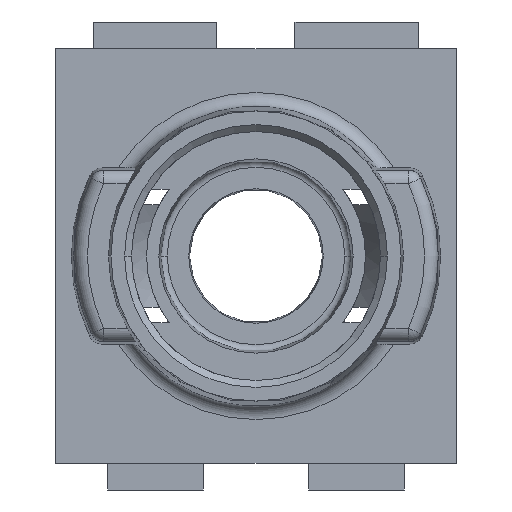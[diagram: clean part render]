
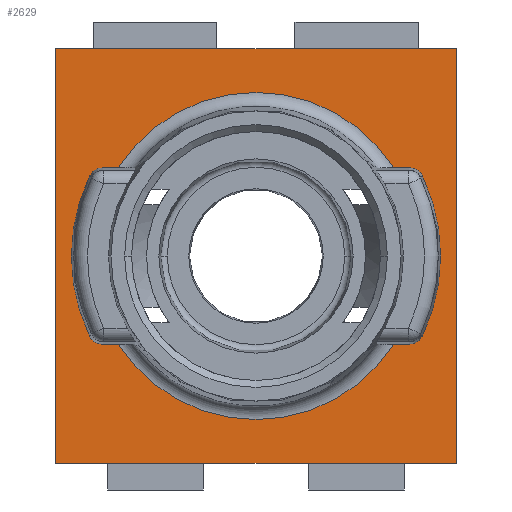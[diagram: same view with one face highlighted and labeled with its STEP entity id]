
A CAD part, front view. The second image highlights one B-rep face of the part: STEP entity #2629.
In plain terms, the highlighted planar face has unit normal (0, -1, 0).
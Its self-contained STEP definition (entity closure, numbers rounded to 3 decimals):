
#1=DIRECTION('',(0.,0.,-1.));
#2=VECTOR('',#1,30.3);
#3=CARTESIAN_POINT('',(-14.65,-19.,15.15));
#4=LINE('',#3,#2);
#5=DIRECTION('',(-1.,0.,0.));
#6=VECTOR('',#5,29.3);
#7=CARTESIAN_POINT('',(14.65,-19.,15.15));
#8=LINE('',#7,#6);
#9=DIRECTION('',(0.,0.,1.));
#10=VECTOR('',#9,30.3);
#11=CARTESIAN_POINT('',(14.65,-19.,-15.15));
#12=LINE('',#11,#10);
#13=DIRECTION('',(1.,0.,0.));
#14=VECTOR('',#13,29.3);
#15=CARTESIAN_POINT('',(-14.65,-19.,-15.15));
#16=LINE('',#15,#14);
#17=CARTESIAN_POINT('',(0.,-19.,0.));
#18=DIRECTION('',(0.,-1.,0.));
#19=DIRECTION('',(-0.842,0.,-0.539));
#20=AXIS2_PLACEMENT_3D('',#17,#18,#19);
#22=DIRECTION('',(-1.,0.,0.));
#23=VECTOR('',#22,1.176);
#24=CARTESIAN_POINT('',(11.242,-19.,-6.439));
#25=LINE('',#24,#23);
#26=CARTESIAN_POINT('',(0.,-19.,0.));
#27=DIRECTION('',(0.,1.,0.));
#28=DIRECTION('',(0.9,0.,0.435));
#29=AXIS2_PLACEMENT_3D('',#26,#27,#28);
#31=DIRECTION('',(1.,0.,0.));
#32=VECTOR('',#31,1.176);
#33=CARTESIAN_POINT('',(10.066,-19.,6.439));
#34=LINE('',#33,#32);
#35=CARTESIAN_POINT('',(0.,-19.,0.));
#36=DIRECTION('',(0.,-1.,0.));
#37=DIRECTION('',(0.842,0.,0.539));
#38=AXIS2_PLACEMENT_3D('',#35,#36,#37);
#40=DIRECTION('',(1.,0.,0.));
#41=VECTOR('',#40,1.176);
#42=CARTESIAN_POINT('',(-11.242,-19.,6.439));
#43=LINE('',#42,#41);
#44=CARTESIAN_POINT('',(0.,-19.,0.));
#45=DIRECTION('',(0.,1.,0.));
#46=DIRECTION('',(-0.9,0.,-0.435));
#47=AXIS2_PLACEMENT_3D('',#44,#45,#46);
#49=DIRECTION('',(-1.,0.,0.));
#50=VECTOR('',#49,1.176);
#51=CARTESIAN_POINT('',(-10.066,-19.,-6.439));
#52=LINE('',#51,#50);
#1445=CARTESIAN_POINT('',(11.242,-19.,6.439));
#1446=CARTESIAN_POINT('',(11.317,-19.,6.439));
#1447=CARTESIAN_POINT('',(11.463,-19.,6.423));
#1448=CARTESIAN_POINT('',(11.681,-19.,6.347));
#1449=CARTESIAN_POINT('',(11.869,-19.,6.228));
#1450=CARTESIAN_POINT('',(12.032,-19.,6.066));
#1451=CARTESIAN_POINT('',(12.11,-19.,5.942));
#1452=CARTESIAN_POINT('',(12.142,-19.,5.874));
#1522=CARTESIAN_POINT('',(12.142,-19.,-5.874));
#1523=CARTESIAN_POINT('',(12.11,-19.,-5.941));
#1524=CARTESIAN_POINT('',(12.032,-19.,-6.066));
#1525=CARTESIAN_POINT('',(11.869,-19.,-6.229));
#1526=CARTESIAN_POINT('',(11.68,-19.,-6.347));
#1527=CARTESIAN_POINT('',(11.463,-19.,-6.422));
#1528=CARTESIAN_POINT('',(11.317,-19.,-6.439));
#1529=CARTESIAN_POINT('',(11.242,-19.,-6.439));
#1621=CARTESIAN_POINT('',(-11.242,-19.,-6.439));
#1622=CARTESIAN_POINT('',(-11.317,-19.,-6.439));
#1623=CARTESIAN_POINT('',(-11.463,-19.,-6.423));
#1624=CARTESIAN_POINT('',(-11.681,-19.,-6.347));
#1625=CARTESIAN_POINT('',(-11.869,-19.,-6.228));
#1626=CARTESIAN_POINT('',(-12.032,-19.,-6.066));
#1627=CARTESIAN_POINT('',(-12.11,-19.,-5.942));
#1628=CARTESIAN_POINT('',(-12.142,-19.,-5.874));
#1664=CARTESIAN_POINT('',(-12.142,-19.,5.874));
#1665=CARTESIAN_POINT('',(-12.11,-19.,5.941));
#1666=CARTESIAN_POINT('',(-12.032,-19.,6.066));
#1667=CARTESIAN_POINT('',(-11.869,-19.,6.229));
#1668=CARTESIAN_POINT('',(-11.68,-19.,6.347));
#1669=CARTESIAN_POINT('',(-11.463,-19.,6.422));
#1670=CARTESIAN_POINT('',(-11.317,-19.,6.439));
#1671=CARTESIAN_POINT('',(-11.242,-19.,6.439));
#2271=CARTESIAN_POINT('',(-12.142,-19.,-5.874));
#2272=CARTESIAN_POINT('',(-12.142,-19.,5.874));
#2273=VERTEX_POINT('',#2271);
#2274=VERTEX_POINT('',#2272);
#2275=CARTESIAN_POINT('',(12.142,-19.,5.874));
#2276=CARTESIAN_POINT('',(12.142,-19.,-5.874));
#2277=VERTEX_POINT('',#2275);
#2278=VERTEX_POINT('',#2276);
#2279=VERTEX_POINT('',#1529);
#2280=VERTEX_POINT('',#1445);
#2281=VERTEX_POINT('',#1671);
#2282=VERTEX_POINT('',#1621);
#2323=CARTESIAN_POINT('',(-10.066,-19.,-6.439));
#2324=CARTESIAN_POINT('',(10.066,-19.,-6.439));
#2325=VERTEX_POINT('',#2323);
#2326=VERTEX_POINT('',#2324);
#2331=CARTESIAN_POINT('',(10.066,-19.,6.439));
#2332=CARTESIAN_POINT('',(-10.066,-19.,6.439));
#2333=VERTEX_POINT('',#2331);
#2334=VERTEX_POINT('',#2332);
#2371=CARTESIAN_POINT('',(-14.65,-19.,15.15));
#2372=VERTEX_POINT('',#2371);
#2373=CARTESIAN_POINT('',(14.65,-19.,15.15));
#2374=VERTEX_POINT('',#2373);
#2377=CARTESIAN_POINT('',(14.65,-19.,-15.15));
#2378=VERTEX_POINT('',#2377);
#2381=CARTESIAN_POINT('',(-14.65,-19.,-15.15));
#2382=VERTEX_POINT('',#2381);
#2588=CARTESIAN_POINT('',(13.456,-19.,-9.327));
#2589=DIRECTION('',(0.,1.,0.));
#2590=DIRECTION('',(1.,0.,0.));
#2591=AXIS2_PLACEMENT_3D('',#2588,#2589,#2590);
#2592=PLANE('',#2591);
#2594=ORIENTED_EDGE('',*,*,#2593,.F.);
#2596=ORIENTED_EDGE('',*,*,#2595,.F.);
#2598=ORIENTED_EDGE('',*,*,#2597,.F.);
#2600=ORIENTED_EDGE('',*,*,#2599,.F.);
#2601=EDGE_LOOP('',(#2594,#2596,#2598,#2600));
#2602=FACE_OUTER_BOUND('',#2601,.F.);
#2604=ORIENTED_EDGE('',*,*,#2603,.T.);
#2606=ORIENTED_EDGE('',*,*,#2605,.F.);
#2608=ORIENTED_EDGE('',*,*,#2607,.F.);
#2610=ORIENTED_EDGE('',*,*,#2609,.F.);
#2612=ORIENTED_EDGE('',*,*,#2611,.F.);
#2614=ORIENTED_EDGE('',*,*,#2613,.F.);
#2616=ORIENTED_EDGE('',*,*,#2615,.T.);
#2618=ORIENTED_EDGE('',*,*,#2617,.F.);
#2620=ORIENTED_EDGE('',*,*,#2619,.F.);
#2622=ORIENTED_EDGE('',*,*,#2621,.F.);
#2624=ORIENTED_EDGE('',*,*,#2623,.F.);
#2626=ORIENTED_EDGE('',*,*,#2625,.F.);
#2627=EDGE_LOOP('',(#2604,#2606,#2608,#2610,#2612,#2614,#2616,#2618,#2620,#2622,
#2624,#2626));
#2628=FACE_BOUND('',#2627,.F.);
#2629=ADVANCED_FACE('',(#2602,#2628),#2592,.F.);
#21=CIRCLE('',#20,11.949);
#30=CIRCLE('',#29,13.489);
#39=CIRCLE('',#38,11.949);
#48=CIRCLE('',#47,13.489);
#1453=B_SPLINE_CURVE_WITH_KNOTS('',3,(#1445,#1446,#1447,#1448,#1449,#1450,#1451,
#1452),.UNSPECIFIED.,.F.,.F.,(4,1,1,1,1,4),(0.,0.2,0.4,0.6,0.8,1.),
.UNSPECIFIED.);
#1530=B_SPLINE_CURVE_WITH_KNOTS('',3,(#1522,#1523,#1524,#1525,#1526,#1527,#1528,
#1529),.UNSPECIFIED.,.F.,.F.,(4,1,1,1,1,4),(0.,0.2,0.4,0.6,0.8,1.),
.UNSPECIFIED.);
#1629=B_SPLINE_CURVE_WITH_KNOTS('',3,(#1621,#1622,#1623,#1624,#1625,#1626,#1627,
#1628),.UNSPECIFIED.,.F.,.F.,(4,1,1,1,1,4),(0.,0.2,0.4,0.6,0.8,1.),
.UNSPECIFIED.);
#1672=B_SPLINE_CURVE_WITH_KNOTS('',3,(#1664,#1665,#1666,#1667,#1668,#1669,#1670,
#1671),.UNSPECIFIED.,.F.,.F.,(4,1,1,1,1,4),(0.,0.2,0.4,0.6,0.8,1.),
.UNSPECIFIED.);
#2593=EDGE_CURVE('',#2372,#2382,#4,.T.);
#2595=EDGE_CURVE('',#2374,#2372,#8,.T.);
#2597=EDGE_CURVE('',#2378,#2374,#12,.T.);
#2599=EDGE_CURVE('',#2382,#2378,#16,.T.);
#2603=EDGE_CURVE('',#2325,#2326,#21,.T.);
#2605=EDGE_CURVE('',#2279,#2326,#25,.T.);
#2607=EDGE_CURVE('',#2278,#2279,#1530,.T.);
#2609=EDGE_CURVE('',#2277,#2278,#30,.T.);
#2611=EDGE_CURVE('',#2280,#2277,#1453,.T.);
#2613=EDGE_CURVE('',#2333,#2280,#34,.T.);
#2615=EDGE_CURVE('',#2333,#2334,#39,.T.);
#2617=EDGE_CURVE('',#2281,#2334,#43,.T.);
#2619=EDGE_CURVE('',#2274,#2281,#1672,.T.);
#2621=EDGE_CURVE('',#2273,#2274,#48,.T.);
#2623=EDGE_CURVE('',#2282,#2273,#1629,.T.);
#2625=EDGE_CURVE('',#2325,#2282,#52,.T.);
